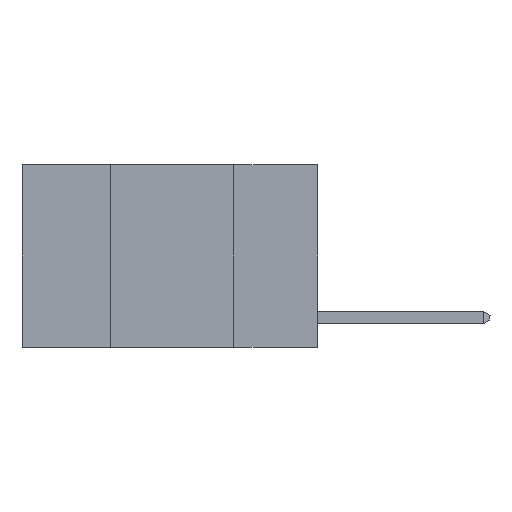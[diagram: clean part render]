
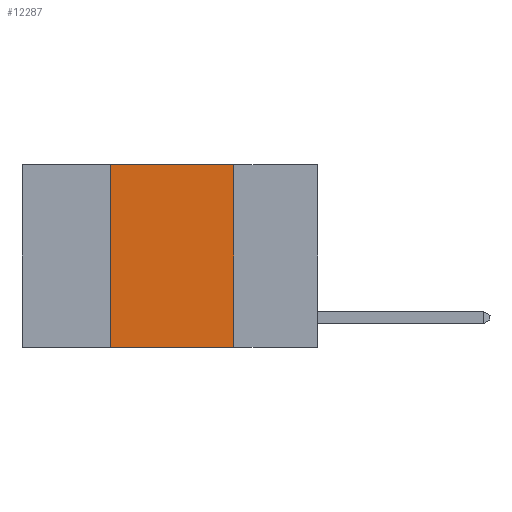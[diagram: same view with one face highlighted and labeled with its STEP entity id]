
A CAD part, left-side view. The second image highlights one B-rep face of the part: STEP entity #12287.
In plain terms, the highlighted planar face has unit normal (-1, 0, 0).
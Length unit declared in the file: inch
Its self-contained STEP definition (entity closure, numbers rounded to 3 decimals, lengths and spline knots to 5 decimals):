
#1242 = CARTESIAN_POINT ( 'NONE',  ( 0., 0.17, -0.37 ) ) ;
#3335 = EDGE_CURVE ( 'NONE', #14725, #13519, #9669, .T. ) ;
#3459 = AXIS2_PLACEMENT_3D ( 'NONE', #6156, #15981, #20675 ) ;
#5147 = DIRECTION ( 'NONE',  ( 0., 0., -1. ) ) ;
#5700 = EDGE_CURVE ( 'NONE', #13519, #12770, #16229, .T. ) ;
#5701 = DIRECTION ( 'NONE',  ( 0., -1., 0. ) ) ;
#6075 = CARTESIAN_POINT ( 'NONE',  ( 0., 0.42, 0. ) ) ;
#6145 = LINE ( 'NONE', #7408, #11980 ) ;
#6156 = CARTESIAN_POINT ( 'NONE',  ( 0., 0.6, 0. ) ) ;
#6247 = ORIENTED_EDGE ( 'NONE', *, *, #14010, .T. ) ;
#7156 = VECTOR ( 'NONE', #5147, 39.37008 ) ;
#7408 = CARTESIAN_POINT ( 'NONE',  ( 0., 0.6, -0.37 ) ) ;
#8086 = DIRECTION ( 'NONE',  ( 0., -1., 0. ) ) ;
#9669 = LINE ( 'NONE', #14520, #18223 ) ;
#10233 = VECTOR ( 'NONE', #13956, 39.37008 ) ;
#11270 = ORIENTED_EDGE ( 'NONE', *, *, #5700, .F. ) ;
#11980 = VECTOR ( 'NONE', #5701, 39.37008 ) ;
#12013 = ORIENTED_EDGE ( 'NONE', *, *, #13525, .F. ) ;
#12287 = ADVANCED_FACE ( 'NONE', ( #18842 ), #17638, .F. ) ;
#12770 = VERTEX_POINT ( 'NONE', #1242 ) ;
#13519 = VERTEX_POINT ( 'NONE', #18986 ) ;
#13525 = EDGE_CURVE ( 'NONE', #13705, #14725, #19019, .T. ) ;
#13705 = VERTEX_POINT ( 'NONE', #19530 ) ;
#13956 = DIRECTION ( 'NONE',  ( 0., 0., 1. ) ) ;
#14010 = EDGE_CURVE ( 'NONE', #13705, #12770, #6145, .T. ) ;
#14520 = CARTESIAN_POINT ( 'NONE',  ( 0., 0.6, 0. ) ) ;
#14725 = VERTEX_POINT ( 'NONE', #17040 ) ;
#14848 = CARTESIAN_POINT ( 'NONE',  ( 0., 0.17, 0. ) ) ;
#15046 = EDGE_LOOP ( 'NONE', ( #11270, #19413, #12013, #6247 ) ) ;
#15981 = DIRECTION ( 'NONE',  ( 1., 0., 0. ) ) ;
#16229 = LINE ( 'NONE', #14848, #7156 ) ;
#17040 = CARTESIAN_POINT ( 'NONE',  ( 0., 0.42, 0. ) ) ;
#17638 = PLANE ( 'NONE',  #3459 ) ;
#18223 = VECTOR ( 'NONE', #8086, 39.37008 ) ;
#18842 = FACE_OUTER_BOUND ( 'NONE', #15046, .T. ) ;
#18986 = CARTESIAN_POINT ( 'NONE',  ( 0., 0.17, 0. ) ) ;
#19019 = LINE ( 'NONE', #6075, #10233 ) ;
#19413 = ORIENTED_EDGE ( 'NONE', *, *, #3335, .F. ) ;
#19530 = CARTESIAN_POINT ( 'NONE',  ( 0., 0.42, -0.37 ) ) ;
#20675 = DIRECTION ( 'NONE',  ( 0., 0., -1. ) ) ;
